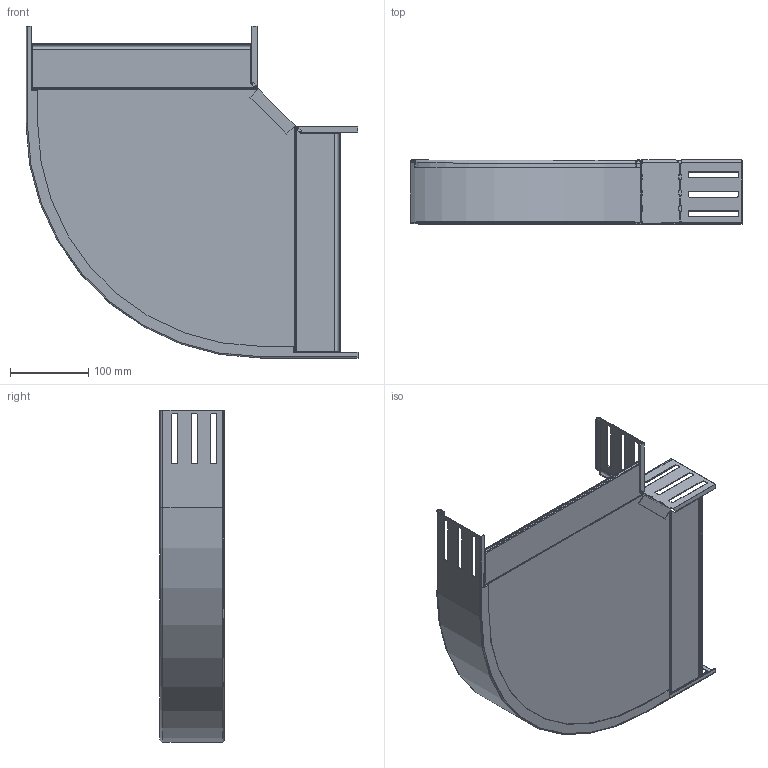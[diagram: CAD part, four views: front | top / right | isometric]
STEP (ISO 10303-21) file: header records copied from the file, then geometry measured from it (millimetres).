
FILE_DESCRIPTION (( 'STEP AP214' ), '1' );
FILE_NAME ('6063704.STEP', '2026-03-18T13:40:12', ( '' ), ( '' ), 'SwSTEP 2.0', 'SolidWorks 2024', '' );
FILE_SCHEMA (( 'AUTOMOTIVE_DESIGN' ));
Length unit declared in the file: millimetre
Products named in the file (5): 181431_300_2.STEP; 6063702.STEP; 167734_300_2.STEP; 167655_85x90°_4.STEP; 6063704
Assembly tree (4 placements, depth 3):
  6063704
    6063702.STEP
      167734_300_2.STEP
      181431_300_2.STEP
      167655_85x90°_4.STEP
Bounding box: 425 x 82 x 425 mm (x, y, z)
Volume: 213870.2 mm3; surface area: 453244.8 mm2
Topology: 3 solids, 3 shells, 332 faces, 866 edges, 528 vertices
Faces by surface type: plane 188, cylinder 132, bspline 8, torus 4
Entity records: 10607 total; most frequent: CARTESIAN_POINT 2294, ORIENTED_EDGE 1732, DIRECTION 1684, EDGE_CURVE 866, LINE 576, VECTOR 576, AXIS2_PLACEMENT_3D 554, VERTEX_POINT 528
